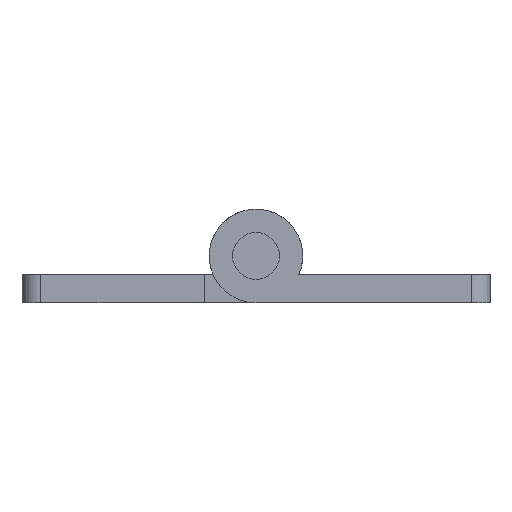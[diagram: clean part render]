
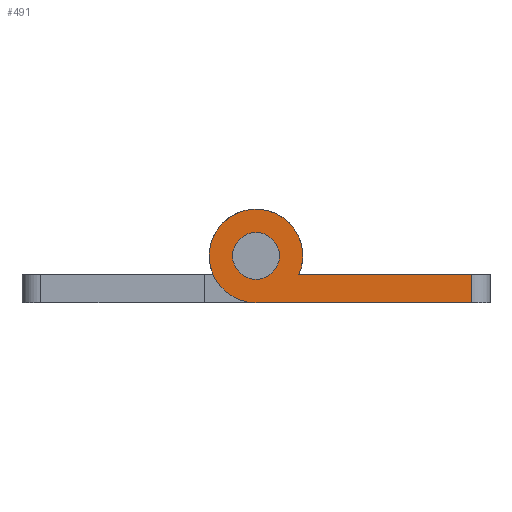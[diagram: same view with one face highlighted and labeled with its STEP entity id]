
A CAD part, front view. The second image highlights one B-rep face of the part: STEP entity #491.
In plain terms, the highlighted planar face has unit normal (0, -1, 0).
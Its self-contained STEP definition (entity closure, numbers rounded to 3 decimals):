
#14 = EDGE_CURVE ( 'NONE', #15, #16, #1184, .T. ) ;
#15 = VERTEX_POINT ( 'NONE', #1179 ) ;
#16 = VERTEX_POINT ( 'NONE', #1178 ) ;
#281 = VERTEX_POINT ( 'NONE', #1604 ) ;
#283 = EDGE_CURVE ( 'NONE', #281, #419, #1603, .T. ) ;
#297 = EDGE_CURVE ( 'NONE', #419, #356, #1553, .T. ) ;
#334 = EDGE_CURVE ( 'NONE', #356, #335, #1692, .T. ) ;
#335 = VERTEX_POINT ( 'NONE', #1688 ) ;
#356 = VERTEX_POINT ( 'NONE', #1818 ) ;
#419 = VERTEX_POINT ( 'NONE', #1863 ) ;
#473 = ORIENTED_EDGE ( 'NONE', *, *, #283, .F. ) ;
#474 = ORIENTED_EDGE ( 'NONE', *, *, #475, .T. ) ;
#475 = EDGE_CURVE ( 'NONE', #281, #335, #1771, .T. ) ;
#476 = ORIENTED_EDGE ( 'NONE', *, *, #334, .F. ) ;
#477 = ORIENTED_EDGE ( 'NONE', *, *, #297, .F. ) ;
#491 = ADVANCED_FACE ( 'NONE', ( #1926, #1925 ), #1924, .F. ) ;
#492 = EDGE_LOOP ( 'NONE', ( #517, #519 ) ) ;
#517 = ORIENTED_EDGE ( 'NONE', *, *, #518, .T. ) ;
#518 = EDGE_CURVE ( 'NONE', #16, #15, #2074, .T. ) ;
#519 = ORIENTED_EDGE ( 'NONE', *, *, #14, .T. ) ;
#520 = EDGE_LOOP ( 'NONE', ( #473, #474, #476, #477 ) ) ;
#1178 = CARTESIAN_POINT ( 'NONE',  ( 0., -32.5, 2.5 ) ) ;
#1179 = CARTESIAN_POINT ( 'NONE',  ( 0., -32.5, -2.5 ) ) ;
#1180 = DIRECTION ( 'NONE',  ( 0., 0., 1. ) ) ;
#1181 = DIRECTION ( 'NONE',  ( 0., 1., 0. ) ) ;
#1182 = CARTESIAN_POINT ( 'NONE',  ( 0., -32.5, 0. ) ) ;
#1183 = AXIS2_PLACEMENT_3D ( 'NONE', #1182, #1181, #1180 ) ;
#1184 = CIRCLE ( 'NONE', #1183, 2.5 ) ;
#1549 = DIRECTION ( 'NONE',  ( 0., 0., 1. ) ) ;
#1550 = DIRECTION ( 'NONE',  ( 0., 1., 0. ) ) ;
#1551 = CARTESIAN_POINT ( 'NONE',  ( 0., -32.5, 0. ) ) ;
#1552 = AXIS2_PLACEMENT_3D ( 'NONE', #1551, #1550, #1549 ) ;
#1553 = CIRCLE ( 'NONE', #1552, 5. ) ;
#1600 = DIRECTION ( 'NONE',  ( -1., 0., 0. ) ) ;
#1601 = VECTOR ( 'NONE', #1600, 1000. ) ;
#1602 = CARTESIAN_POINT ( 'NONE',  ( 25., -32.5, -5. ) ) ;
#1603 = LINE ( 'NONE', #1602, #1601 ) ;
#1604 = CARTESIAN_POINT ( 'NONE',  ( 23., -32.5, -5. ) ) ;
#1688 = CARTESIAN_POINT ( 'NONE',  ( 23., -32.5, -2. ) ) ;
#1689 = DIRECTION ( 'NONE',  ( 1., 0., 0. ) ) ;
#1690 = VECTOR ( 'NONE', #1689, 1000. ) ;
#1691 = CARTESIAN_POINT ( 'NONE',  ( 4.583, -32.5, -2. ) ) ;
#1692 = LINE ( 'NONE', #1691, #1690 ) ;
#1771 = LINE ( 'NONE', #1776, #1945 ) ;
#1776 = CARTESIAN_POINT ( 'NONE',  ( 23., -32.5, 0. ) ) ;
#1818 = CARTESIAN_POINT ( 'NONE',  ( 4.583, -32.5, -2. ) ) ;
#1863 = CARTESIAN_POINT ( 'NONE',  ( 0., -32.5, -5. ) ) ;
#1920 = DIRECTION ( 'NONE',  ( 0., 0., 1. ) ) ;
#1921 = DIRECTION ( 'NONE',  ( 0., 1., 0. ) ) ;
#1922 = CARTESIAN_POINT ( 'NONE',  ( 0., -32.5, 0. ) ) ;
#1923 = AXIS2_PLACEMENT_3D ( 'NONE', #1922, #1921, #1920 ) ;
#1924 = PLANE ( 'NONE',  #1923 ) ;
#1925 = FACE_OUTER_BOUND ( 'NONE', #520, .T. ) ;
#1926 = FACE_BOUND ( 'NONE', #492, .T. ) ;
#1944 = DIRECTION ( 'NONE',  ( 0., 0., 1. ) ) ;
#1945 = VECTOR ( 'NONE', #1944, 1000. ) ;
#2021 = DIRECTION ( 'NONE',  ( 0., 1., 0. ) ) ;
#2074 = CIRCLE ( 'NONE', #2180, 2.5 ) ;
#2168 = CARTESIAN_POINT ( 'NONE',  ( 0., -32.5, 0. ) ) ;
#2180 = AXIS2_PLACEMENT_3D ( 'NONE', #2168, #2021, #2189 ) ;
#2189 = DIRECTION ( 'NONE',  ( 0., 0., 1. ) ) ;
